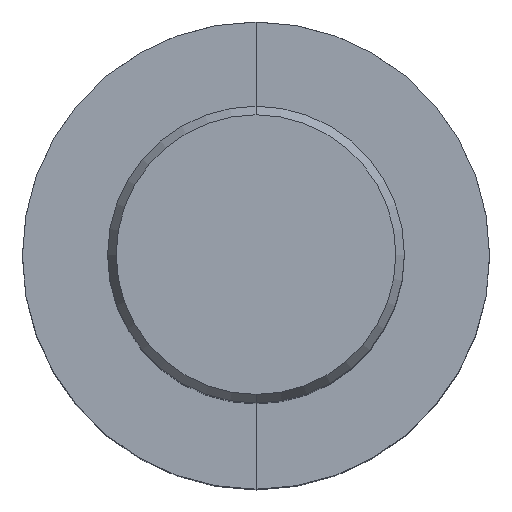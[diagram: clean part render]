
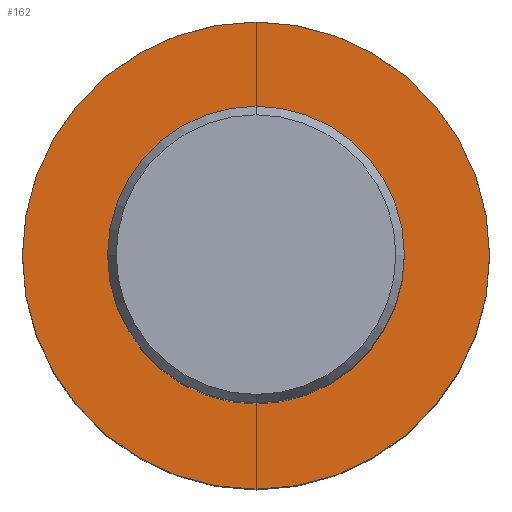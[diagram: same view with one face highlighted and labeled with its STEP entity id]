
A CAD part, top view. The second image highlights one B-rep face of the part: STEP entity #162.
In plain terms, the highlighted planar face has unit normal (0, 0, 1).
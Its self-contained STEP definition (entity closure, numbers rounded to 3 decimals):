
#104=EDGE_CURVE('',#210,#186,#261,.T.);
#130=EDGE_CURVE('',#136,#184,#289,.T.);
#136=VERTEX_POINT('',#296);
#162=ADVANCED_FACE('',(#324,#325),#326,.T.);
#172=EDGE_CURVE('',#186,#210,#339,.T.);
#184=VERTEX_POINT('',#351);
#186=VERTEX_POINT('',#353);
#194=EDGE_CURVE('',#184,#136,#361,.T.);
#210=VERTEX_POINT('',#380);
#261=CIRCLE('',#432,15.875);
#289=CIRCLE('',#469,24.995);
#296=CARTESIAN_POINT('',(0.0,24.995,-63.49));
#324=FACE_OUTER_BOUND('',#512,.T.);
#325=FACE_BOUND('',#513,.T.);
#326=PLANE('',#514);
#339=CIRCLE('',#530,15.875);
#351=CARTESIAN_POINT('',(0.,-24.995,-63.49));
#353=CARTESIAN_POINT('',(0.0,15.875,-63.49));
#361=CIRCLE('',#559,24.995);
#380=CARTESIAN_POINT('',(0.,-15.875,-63.49));
#432=AXIS2_PLACEMENT_3D('',#629,#630,#631);
#469=AXIS2_PLACEMENT_3D('',#655,#656,#657);
#512=EDGE_LOOP('',(#695,#696));
#513=EDGE_LOOP('',(#697,#698));
#514=AXIS2_PLACEMENT_3D('',#699,#700,#701);
#530=AXIS2_PLACEMENT_3D('',#726,#727,#728);
#559=AXIS2_PLACEMENT_3D('',#737,#738,#739);
#629=CARTESIAN_POINT('',(0.0,0.0,-63.49));
#630=DIRECTION('',(0.0,0.0,-1.0));
#631=DIRECTION('',(0.0,1.0,0.0));
#655=CARTESIAN_POINT('',(0.0,0.0,-63.49));
#656=DIRECTION('',(0.0,0.0,-1.0));
#657=DIRECTION('',(0.0,1.0,0.0));
#695=ORIENTED_EDGE('',*,*,#130,.F.);
#696=ORIENTED_EDGE('',*,*,#194,.F.);
#697=ORIENTED_EDGE('',*,*,#172,.T.);
#698=ORIENTED_EDGE('',*,*,#104,.T.);
#699=CARTESIAN_POINT('',(0.0,20.435,-63.49));
#700=DIRECTION('',(-0.0,0.0,1.0));
#701=DIRECTION('',(0.0,-1.0,0.0));
#726=CARTESIAN_POINT('',(0.0,0.0,-63.49));
#727=DIRECTION('',(0.0,0.0,-1.0));
#728=DIRECTION('',(0.0,1.0,0.0));
#737=CARTESIAN_POINT('',(0.0,0.0,-63.49));
#738=DIRECTION('',(0.0,0.0,-1.0));
#739=DIRECTION('',(0.0,1.0,0.0));
